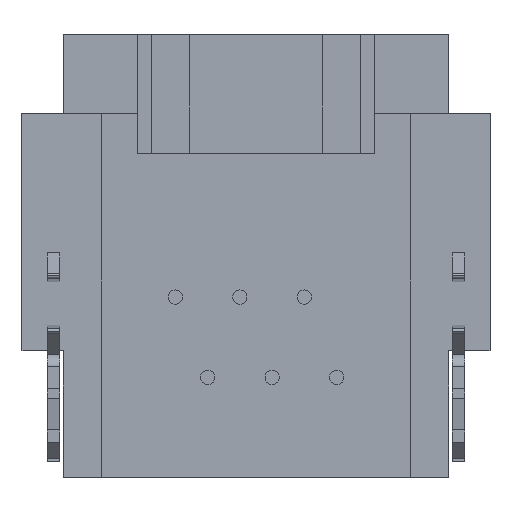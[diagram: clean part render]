
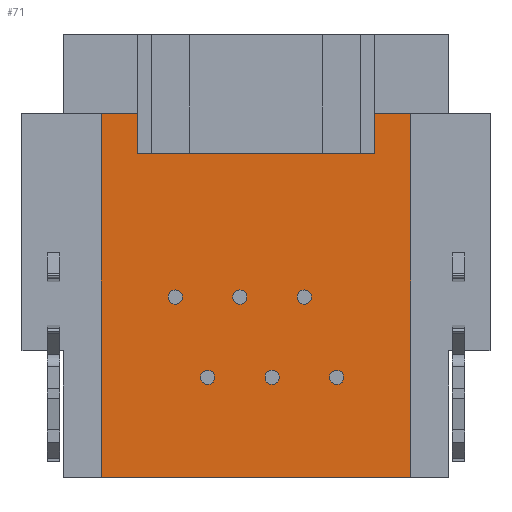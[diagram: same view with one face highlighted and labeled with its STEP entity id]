
A CAD part, front view. The second image highlights one B-rep face of the part: STEP entity #71.
In plain terms, the highlighted planar face has unit normal (0, -1, 0).
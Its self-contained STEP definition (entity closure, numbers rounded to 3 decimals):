
#71=ADVANCED_FACE('',(#298,#299,#300,#301,#302,#303,#304),#305,.T.);
#298=FACE_OUTER_BOUND('',#734,.T.);
#299=FACE_BOUND('',#735,.T.);
#300=FACE_BOUND('',#736,.T.);
#301=FACE_BOUND('',#737,.T.);
#302=FACE_BOUND('',#738,.T.);
#303=FACE_BOUND('',#739,.T.);
#304=FACE_BOUND('',#740,.T.);
#305=PLANE('',#741);
#734=EDGE_LOOP('',(#1268,#1269,#1270,#1271,#1272,#1273,#1274,#1275));
#735=EDGE_LOOP('',(#1276,#1277));
#736=EDGE_LOOP('',(#1278,#1279));
#737=EDGE_LOOP('',(#1280,#1281));
#738=EDGE_LOOP('',(#1282,#1283));
#739=EDGE_LOOP('',(#1284,#1285));
#740=EDGE_LOOP('',(#1286,#1287));
#741=AXIS2_PLACEMENT_3D('',#1288,#1289,#1290);
#1268=ORIENTED_EDGE('',*,*,#2948,.F.);
#1269=ORIENTED_EDGE('',*,*,#2949,.F.);
#1270=ORIENTED_EDGE('',*,*,#2950,.T.);
#1271=ORIENTED_EDGE('',*,*,#2951,.F.);
#1272=ORIENTED_EDGE('',*,*,#2952,.F.);
#1273=ORIENTED_EDGE('',*,*,#2953,.T.);
#1274=ORIENTED_EDGE('',*,*,#2954,.T.);
#1275=ORIENTED_EDGE('',*,*,#2955,.F.);
#1276=ORIENTED_EDGE('',*,*,#2907,.F.);
#1277=ORIENTED_EDGE('',*,*,#2956,.F.);
#1278=ORIENTED_EDGE('',*,*,#2957,.F.);
#1279=ORIENTED_EDGE('',*,*,#2903,.F.);
#1280=ORIENTED_EDGE('',*,*,#2943,.F.);
#1281=ORIENTED_EDGE('',*,*,#2947,.F.);
#1282=ORIENTED_EDGE('',*,*,#2899,.F.);
#1283=ORIENTED_EDGE('',*,*,#2958,.F.);
#1284=ORIENTED_EDGE('',*,*,#2959,.F.);
#1285=ORIENTED_EDGE('',*,*,#2895,.F.);
#1286=ORIENTED_EDGE('',*,*,#2960,.F.);
#1287=ORIENTED_EDGE('',*,*,#2891,.F.);
#1288=CARTESIAN_POINT('',(5.145,0.4,0.288));
#1289=DIRECTION('',(0.0,-1.0,0.0));
#1290=DIRECTION('',(0.0,0.0,-1.0));
#2891=EDGE_CURVE('',#3470,#3473,#3474,.T.);
#2895=EDGE_CURVE('',#3478,#3481,#3482,.T.);
#2899=EDGE_CURVE('',#3486,#3489,#3490,.T.);
#2903=EDGE_CURVE('',#3494,#3497,#3498,.T.);
#2907=EDGE_CURVE('',#3502,#3505,#3506,.T.);
#2943=EDGE_CURVE('',#3574,#3577,#3578,.T.);
#2947=EDGE_CURVE('',#3577,#3574,#3583,.T.);
#2948=EDGE_CURVE('',#3584,#3585,#3586,.T.);
#2949=EDGE_CURVE('',#3587,#3584,#3588,.T.);
#2950=EDGE_CURVE('',#3587,#3589,#3590,.T.);
#2951=EDGE_CURVE('',#3591,#3589,#3592,.T.);
#2952=EDGE_CURVE('',#3593,#3591,#3594,.T.);
#2953=EDGE_CURVE('',#3593,#3595,#3596,.T.);
#2954=EDGE_CURVE('',#3595,#3597,#3598,.T.);
#2955=EDGE_CURVE('',#3585,#3597,#3599,.T.);
#2956=EDGE_CURVE('',#3505,#3502,#3600,.T.);
#2957=EDGE_CURVE('',#3497,#3494,#3601,.T.);
#2958=EDGE_CURVE('',#3489,#3486,#3602,.T.);
#2959=EDGE_CURVE('',#3481,#3478,#3603,.T.);
#2960=EDGE_CURVE('',#3473,#3470,#3604,.T.);
#3470=VERTEX_POINT('',#4414);
#3473=VERTEX_POINT('',#4418);
#3474=CIRCLE('',#4419,0.225);
#3478=VERTEX_POINT('',#4424);
#3481=VERTEX_POINT('',#4428);
#3482=CIRCLE('',#4429,0.225);
#3486=VERTEX_POINT('',#4434);
#3489=VERTEX_POINT('',#4438);
#3490=CIRCLE('',#4439,0.225);
#3494=VERTEX_POINT('',#4444);
#3497=VERTEX_POINT('',#4448);
#3498=CIRCLE('',#4449,0.225);
#3502=VERTEX_POINT('',#4454);
#3505=VERTEX_POINT('',#4458);
#3506=CIRCLE('',#4459,0.225);
#3574=VERTEX_POINT('',#4544);
#3577=VERTEX_POINT('',#4548);
#3578=CIRCLE('',#4549,0.225);
#3583=CIRCLE('',#4555,0.225);
#3584=VERTEX_POINT('',#4556);
#3585=VERTEX_POINT('',#4557);
#3586=LINE('',#4558,#4559);
#3587=VERTEX_POINT('',#4560);
#3588=LINE('',#4561,#4562);
#3589=VERTEX_POINT('',#4563);
#3590=LINE('',#4564,#4565);
#3591=VERTEX_POINT('',#4566);
#3592=LINE('',#4567,#4568);
#3593=VERTEX_POINT('',#4569);
#3594=LINE('',#4570,#4571);
#3595=VERTEX_POINT('',#4572);
#3596=LINE('',#4573,#4574);
#3597=VERTEX_POINT('',#4575);
#3598=LINE('',#4576,#4577);
#3599=LINE('',#4578,#4579);
#3600=CIRCLE('',#4580,0.225);
#3601=CIRCLE('',#4581,0.225);
#3602=CIRCLE('',#4582,0.225);
#3603=CIRCLE('',#4583,0.225);
#3604=CIRCLE('',#4584,0.225);
#4414=CARTESIAN_POINT('',(2.325,0.4,-8.34));
#4418=CARTESIAN_POINT('',(2.775,0.4,-8.34));
#4419=AXIS2_PLACEMENT_3D('',#5827,#5828,#5829);
#4424=CARTESIAN_POINT('',(-1.755,0.4,-8.34));
#4428=CARTESIAN_POINT('',(-1.305,0.4,-8.34));
#4429=AXIS2_PLACEMENT_3D('',#5835,#5836,#5837);
#4434=CARTESIAN_POINT('',(-2.775,0.4,-5.8));
#4438=CARTESIAN_POINT('',(-2.325,0.4,-5.8));
#4439=AXIS2_PLACEMENT_3D('',#5843,#5844,#5845);
#4444=CARTESIAN_POINT('',(0.285,0.4,-8.34));
#4448=CARTESIAN_POINT('',(0.735,0.4,-8.34));
#4449=AXIS2_PLACEMENT_3D('',#5851,#5852,#5853);
#4454=CARTESIAN_POINT('',(-0.735,0.4,-5.8));
#4458=CARTESIAN_POINT('',(-0.285,0.4,-5.8));
#4459=AXIS2_PLACEMENT_3D('',#5859,#5860,#5861);
#4544=CARTESIAN_POINT('',(1.305,0.4,-5.8));
#4548=CARTESIAN_POINT('',(1.755,0.4,-5.8));
#4549=AXIS2_PLACEMENT_3D('',#5931,#5932,#5933);
#4555=AXIS2_PLACEMENT_3D('',#5941,#5942,#5943);
#4556=CARTESIAN_POINT('',(3.75,0.4,0.0));
#4557=CARTESIAN_POINT('',(4.9,0.4,0.0));
#4558=CARTESIAN_POINT('',(0.0,0.4,0.0));
#4559=VECTOR('',#5944,1.0);
#4560=CARTESIAN_POINT('',(3.75,0.4,-1.25));
#4561=CARTESIAN_POINT('',(3.75,0.4,0.0));
#4562=VECTOR('',#5945,1.0);
#4563=CARTESIAN_POINT('',(-3.75,0.4,-1.25));
#4564=CARTESIAN_POINT('',(0.0,0.4,-1.25));
#4565=VECTOR('',#5946,1.0);
#4566=CARTESIAN_POINT('',(-3.75,0.4,0.0));
#4567=CARTESIAN_POINT('',(-3.75,0.4,0.0));
#4568=VECTOR('',#5947,1.0);
#4569=CARTESIAN_POINT('',(-4.9,0.4,0.0));
#4570=CARTESIAN_POINT('',(0.0,0.4,0.0));
#4571=VECTOR('',#5948,1.0);
#4572=CARTESIAN_POINT('',(-4.9,0.4,-11.5));
#4573=CARTESIAN_POINT('',(-4.9,0.4,0.0));
#4574=VECTOR('',#5949,1.0);
#4575=CARTESIAN_POINT('',(4.9,0.4,-11.5));
#4576=CARTESIAN_POINT('',(0.0,0.4,-11.5));
#4577=VECTOR('',#5950,1.0);
#4578=CARTESIAN_POINT('',(4.9,0.4,0.0));
#4579=VECTOR('',#5951,1.0);
#4580=AXIS2_PLACEMENT_3D('',#5952,#5953,#5954);
#4581=AXIS2_PLACEMENT_3D('',#5955,#5956,#5957);
#4582=AXIS2_PLACEMENT_3D('',#5958,#5959,#5960);
#4583=AXIS2_PLACEMENT_3D('',#5961,#5962,#5963);
#4584=AXIS2_PLACEMENT_3D('',#5964,#5965,#5966);
#5827=CARTESIAN_POINT('',(2.55,0.4,-8.34));
#5828=DIRECTION('',(0.0,-1.0,0.0));
#5829=DIRECTION('',(-1.0,0.0,0.0));
#5835=CARTESIAN_POINT('',(-1.53,0.4,-8.34));
#5836=DIRECTION('',(0.0,-1.0,0.0));
#5837=DIRECTION('',(-1.0,0.0,0.0));
#5843=CARTESIAN_POINT('',(-2.55,0.4,-5.8));
#5844=DIRECTION('',(0.0,-1.0,0.0));
#5845=DIRECTION('',(-1.0,0.0,0.0));
#5851=CARTESIAN_POINT('',(0.51,0.4,-8.34));
#5852=DIRECTION('',(0.0,-1.0,0.0));
#5853=DIRECTION('',(-1.0,0.0,0.0));
#5859=CARTESIAN_POINT('',(-0.51,0.4,-5.8));
#5860=DIRECTION('',(0.0,-1.0,0.0));
#5861=DIRECTION('',(-1.0,0.0,0.0));
#5931=CARTESIAN_POINT('',(1.53,0.4,-5.8));
#5932=DIRECTION('',(0.0,-1.0,0.0));
#5933=DIRECTION('',(-1.0,0.0,0.0));
#5941=CARTESIAN_POINT('',(1.53,0.4,-5.8));
#5942=DIRECTION('',(0.0,-1.0,0.0));
#5943=DIRECTION('',(-1.0,0.0,0.0));
#5944=DIRECTION('',(1.0,0.0,0.0));
#5945=DIRECTION('',(0.0,0.0,1.0));
#5946=DIRECTION('',(-1.0,0.0,0.0));
#5947=DIRECTION('',(0.0,0.0,-1.0));
#5948=DIRECTION('',(1.0,0.0,0.0));
#5949=DIRECTION('',(0.0,0.0,-1.0));
#5950=DIRECTION('',(1.0,0.0,0.0));
#5951=DIRECTION('',(0.0,0.0,-1.0));
#5952=CARTESIAN_POINT('',(-0.51,0.4,-5.8));
#5953=DIRECTION('',(0.0,-1.0,0.0));
#5954=DIRECTION('',(-1.0,0.0,0.0));
#5955=CARTESIAN_POINT('',(0.51,0.4,-8.34));
#5956=DIRECTION('',(0.0,-1.0,0.0));
#5957=DIRECTION('',(-1.0,0.0,0.0));
#5958=CARTESIAN_POINT('',(-2.55,0.4,-5.8));
#5959=DIRECTION('',(0.0,-1.0,0.0));
#5960=DIRECTION('',(-1.0,0.0,0.0));
#5961=CARTESIAN_POINT('',(-1.53,0.4,-8.34));
#5962=DIRECTION('',(0.0,-1.0,0.0));
#5963=DIRECTION('',(-1.0,0.0,0.0));
#5964=CARTESIAN_POINT('',(2.55,0.4,-8.34));
#5965=DIRECTION('',(0.0,-1.0,0.0));
#5966=DIRECTION('',(-1.0,0.0,0.0));
